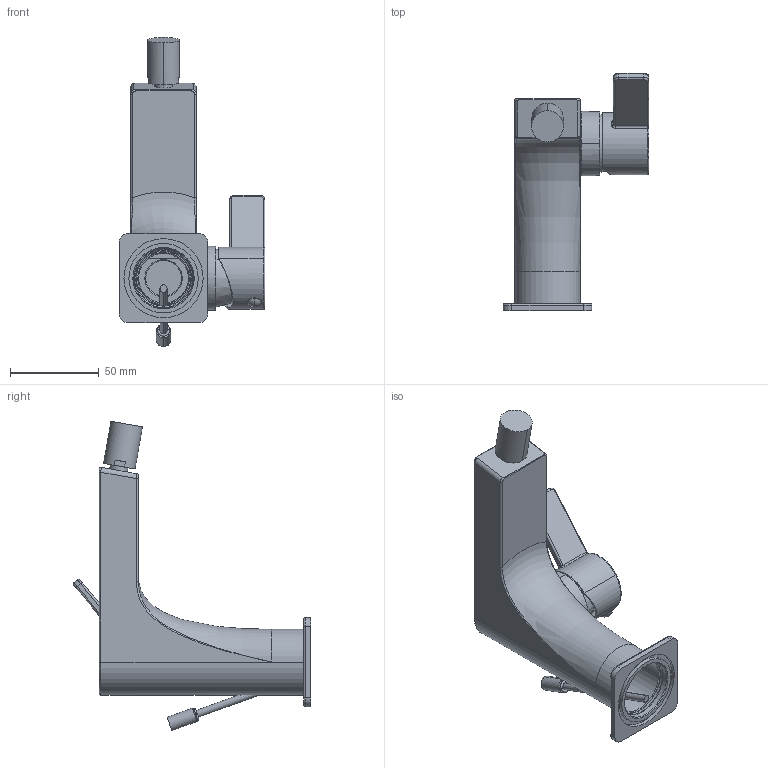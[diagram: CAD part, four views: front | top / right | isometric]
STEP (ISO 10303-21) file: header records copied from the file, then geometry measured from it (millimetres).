
FILE_DESCRIPTION((''),'2;1');
FILE_NAME('RO135CR','2021-01-15T15:22:47',('ut3'),('PAFFONI SpA'),'CREO PARAMETRIC BY PTC INC, 2020044','CREO PARAMETRIC BY PTC INC, 2020044','');
FILE_SCHEMA(('CONFIG_CONTROL_DESIGN','SHAPE_APPEARANCE_LAYERS_GROUPS'));
Length unit declared in the file: millimetre
Products named in the file (1): RO135CR
Bounding box: 82.02 x 133.49 x 173.91 mm (x, y, z)
Volume: 109102.2 mm3; surface area: 68455.8 mm2
Topology: 3 solids, 3 shells, 284 faces, 667 edges, 413 vertices
Faces by surface type: cylinder 115, plane 94, cone 30, torus 24, bspline 16, revolution 3, sphere 2
Entity records: 13073 total; most frequent: CARTESIAN_POINT 4535, DIRECTION 1376, ORIENTED_EDGE 1330, EDGE_CURVE 665, AXIS2_PLACEMENT_3D 538, VERTEX_POINT 413, EDGE_LOOP 324, VECTOR 297
